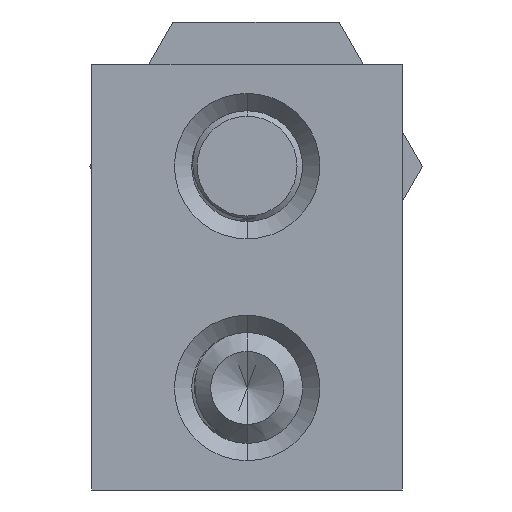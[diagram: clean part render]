
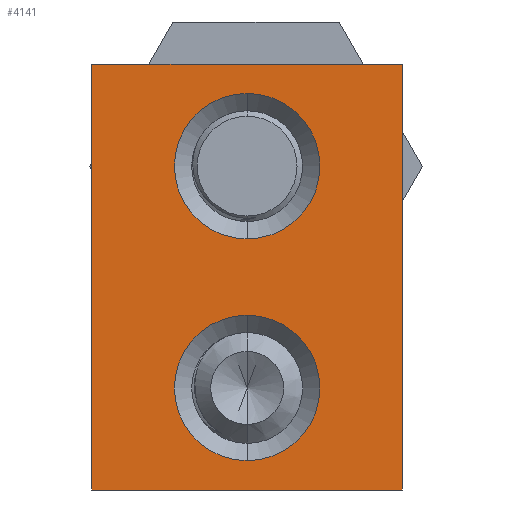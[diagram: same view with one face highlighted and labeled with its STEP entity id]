
A CAD part, front view. The second image highlights one B-rep face of the part: STEP entity #4141.
In plain terms, the highlighted planar face has unit normal (0, -1, 0).
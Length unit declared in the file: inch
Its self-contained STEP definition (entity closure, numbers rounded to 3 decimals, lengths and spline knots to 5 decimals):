
#74 = CARTESIAN_POINT ( 'NONE',  ( 0., 0., 0.1075 ) ) ;
#449 = CIRCLE ( 'NONE', #6612, 0.205 ) ;
#783 = FACE_BOUND ( 'NONE', #3632, .T. ) ;
#1066 = CARTESIAN_POINT ( 'NONE',  ( 0., 0., -0.1075 ) ) ;
#1154 = VERTEX_POINT ( 'NONE', #5461 ) ;
#1185 = EDGE_CURVE ( 'NONE', #6615, #6668, #5030, .T. ) ;
#1337 = DIRECTION ( 'NONE',  ( 0., 1., 0. ) ) ;
#1396 = VERTEX_POINT ( 'NONE', #7221 ) ;
#1422 = AXIS2_PLACEMENT_3D ( 'NONE', #6678, #2661, #7361 ) ;
#1501 = LINE ( 'NONE', #3219, #6626 ) ;
#1740 = AXIS2_PLACEMENT_3D ( 'NONE', #5332, #1337, #6004 ) ;
#2056 = DIRECTION ( 'NONE',  ( 0., 1., 0. ) ) ;
#2107 = EDGE_CURVE ( 'NONE', #7926, #1154, #5142, .T. ) ;
#2332 = FACE_BOUND ( 'NONE', #3932, .T. ) ;
#2449 = EDGE_CURVE ( 'NONE', #1154, #5193, #7431, .T. ) ;
#2493 = VERTEX_POINT ( 'NONE', #1066 ) ;
#2499 = VECTOR ( 'NONE', #3462, 39.37008 ) ;
#2602 = ORIENTED_EDGE ( 'NONE', *, *, #2758, .T. ) ;
#2661 = DIRECTION ( 'NONE',  ( 0., 1., 0. ) ) ;
#2758 = EDGE_CURVE ( 'NONE', #1396, #2493, #449, .T. ) ;
#3010 = CIRCLE ( 'NONE', #1422, 0.205 ) ;
#3192 = ORIENTED_EDGE ( 'NONE', *, *, #5018, .F. ) ;
#3219 = CARTESIAN_POINT ( 'NONE',  ( 0.4375, 0., 0.6 ) ) ;
#3229 = EDGE_CURVE ( 'NONE', #6668, #6615, #5861, .T. ) ;
#3234 = CARTESIAN_POINT ( 'NONE',  ( -0.4375, 0., -0.6 ) ) ;
#3462 = DIRECTION ( 'NONE',  ( 1., 0., 0. ) ) ;
#3622 = ORIENTED_EDGE ( 'NONE', *, *, #2449, .T. ) ;
#3632 = EDGE_LOOP ( 'NONE', ( #2602, #4791 ) ) ;
#3771 = EDGE_LOOP ( 'NONE', ( #3622, #3192, #4495, #5402 ) ) ;
#3932 = EDGE_LOOP ( 'NONE', ( #5372, #4822 ) ) ;
#4141 = ADVANCED_FACE ( 'NONE', ( #783, #2332, #7900 ), #7317, .F. ) ;
#4277 = VECTOR ( 'NONE', #6346, 39.37008 ) ;
#4380 = DIRECTION ( 'NONE',  ( 0., 0., 1. ) ) ;
#4459 = CARTESIAN_POINT ( 'NONE',  ( -0.4375, 0., 0.6 ) ) ;
#4495 = ORIENTED_EDGE ( 'NONE', *, *, #7772, .F. ) ;
#4548 = DIRECTION ( 'NONE',  ( 0., 0., -1. ) ) ;
#4590 = CARTESIAN_POINT ( 'NONE',  ( 0., 0., 0.5175 ) ) ;
#4655 = AXIS2_PLACEMENT_3D ( 'NONE', #5059, #5434, #4380 ) ;
#4715 = VERTEX_POINT ( 'NONE', #7758 ) ;
#4791 = ORIENTED_EDGE ( 'NONE', *, *, #7154, .T. ) ;
#4822 = ORIENTED_EDGE ( 'NONE', *, *, #1185, .T. ) ;
#5018 = EDGE_CURVE ( 'NONE', #4715, #5193, #1501, .T. ) ;
#5030 = CIRCLE ( 'NONE', #7276, 0.205 ) ;
#5059 = CARTESIAN_POINT ( 'NONE',  ( 0., 0., 0.3125 ) ) ;
#5142 = LINE ( 'NONE', #6987, #7131 ) ;
#5193 = VERTEX_POINT ( 'NONE', #5362 ) ;
#5332 = CARTESIAN_POINT ( 'NONE',  ( -0.4375, 0., 0.6 ) ) ;
#5362 = CARTESIAN_POINT ( 'NONE',  ( 0.4375, 0., -0.6 ) ) ;
#5372 = ORIENTED_EDGE ( 'NONE', *, *, #3229, .T. ) ;
#5402 = ORIENTED_EDGE ( 'NONE', *, *, #2107, .T. ) ;
#5434 = DIRECTION ( 'NONE',  ( 0., 1., 0. ) ) ;
#5461 = CARTESIAN_POINT ( 'NONE',  ( -0.4375, 0., -0.6 ) ) ;
#5574 = DIRECTION ( 'NONE',  ( 0., 1., 0. ) ) ;
#5861 = CIRCLE ( 'NONE', #4655, 0.205 ) ;
#6004 = DIRECTION ( 'NONE',  ( 0., 0., 1. ) ) ;
#6083 = DIRECTION ( 'NONE',  ( 0., 0., 1. ) ) ;
#6171 = DIRECTION ( 'NONE',  ( 0., 0., -1. ) ) ;
#6346 = DIRECTION ( 'NONE',  ( 1., 0., 0. ) ) ;
#6436 = DIRECTION ( 'NONE',  ( 0., 0., 1. ) ) ;
#6481 = LINE ( 'NONE', #7021, #4277 ) ;
#6612 = AXIS2_PLACEMENT_3D ( 'NONE', #6919, #5574, #6436 ) ;
#6615 = VERTEX_POINT ( 'NONE', #4590 ) ;
#6626 = VECTOR ( 'NONE', #4548, 39.37008 ) ;
#6668 = VERTEX_POINT ( 'NONE', #74 ) ;
#6678 = CARTESIAN_POINT ( 'NONE',  ( 0., 0., -0.3125 ) ) ;
#6746 = CARTESIAN_POINT ( 'NONE',  ( 0., 0., 0.3125 ) ) ;
#6919 = CARTESIAN_POINT ( 'NONE',  ( 0., 0., -0.3125 ) ) ;
#6987 = CARTESIAN_POINT ( 'NONE',  ( -0.4375, 0., 0.6 ) ) ;
#7021 = CARTESIAN_POINT ( 'NONE',  ( -0.4375, 0., 0.6 ) ) ;
#7131 = VECTOR ( 'NONE', #6171, 39.37008 ) ;
#7154 = EDGE_CURVE ( 'NONE', #2493, #1396, #3010, .T. ) ;
#7221 = CARTESIAN_POINT ( 'NONE',  ( 0., 0., -0.5175 ) ) ;
#7276 = AXIS2_PLACEMENT_3D ( 'NONE', #6746, #2056, #6083 ) ;
#7317 = PLANE ( 'NONE',  #1740 ) ;
#7361 = DIRECTION ( 'NONE',  ( 0., 0., 1. ) ) ;
#7431 = LINE ( 'NONE', #3234, #2499 ) ;
#7758 = CARTESIAN_POINT ( 'NONE',  ( 0.4375, 0., 0.6 ) ) ;
#7772 = EDGE_CURVE ( 'NONE', #7926, #4715, #6481, .T. ) ;
#7900 = FACE_OUTER_BOUND ( 'NONE', #3771, .T. ) ;
#7926 = VERTEX_POINT ( 'NONE', #4459 ) ;
